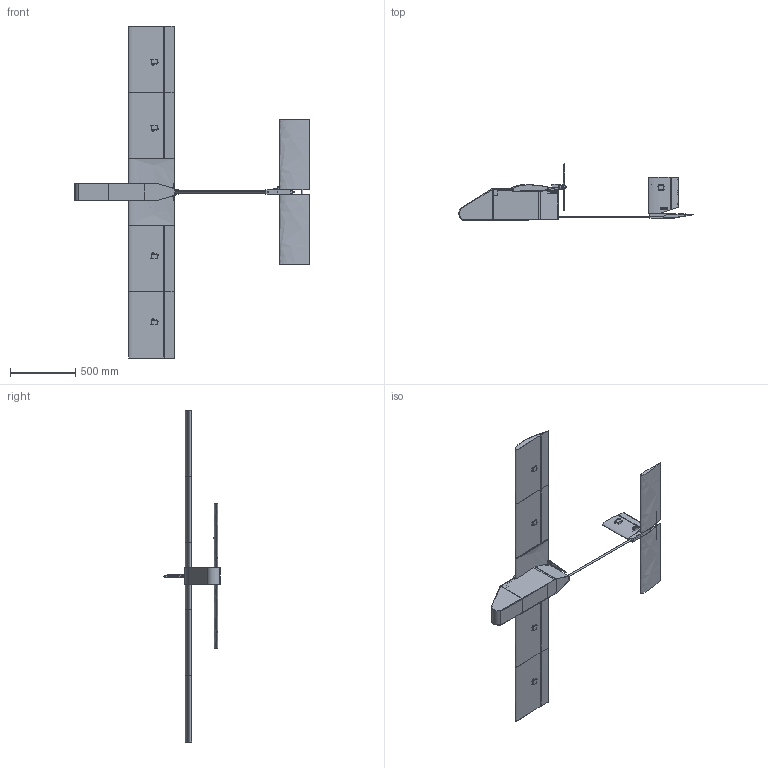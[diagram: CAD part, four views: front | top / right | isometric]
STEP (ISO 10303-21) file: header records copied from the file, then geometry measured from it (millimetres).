
FILE_DESCRIPTION (( 'STEP AP214' ), '1' );
FILE_NAME ('AssemblyNoFiberglass.STEP', '2022-10-25T18:44:12', ( '' ), ( '' ), 'SwSTEP 2.0', 'SolidWorks 2021', '' );
FILE_SCHEMA (( 'AUTOMOTIVE_DESIGN' ));
Length unit declared in the file: inch
Products named in the file (32): FuselageBottomPlate; VerticalTail; AngleAluminum; WoodDowel; MG995Servo; Motor; Propellar; Pixhawk_V1; WingOuterShell; Half_Inch_Spar_CYLINDER_NEW; WingConnector; FRONT_WING_MOUNT_NEW; WingOuterPartLeft; Batt_V1; WingInnerPart; HorizontalTail; NoseCone; Motor_Mount_NEW; BetterWing; AssemblyNoFiberglass; WingCenterShell; FuselageFrontRibANGLE_NEW; FuselageMiddleRibANGLE_NEW; FuselageDowel; FuselageWithWingShape; Big_Payload; TailAdapter; WingOuterPart; ESC; REAR HARDPOINT; MG995ServoBig; FuselageBackRibANGLE_NEW
Assembly tree (51 placements, depth 2):
  AssemblyNoFiberglass
    HorizontalTail
    FuselageWithWingShape
    BetterWing
    VerticalTail
    Propellar
    Motor
    Batt_V1
    Big_Payload
    Pixhawk_V1
    MG995Servo  x5
    WingInnerPart  x2
    WingOuterPart
    WingConnector  x2
    WoodDowel  x7
    WingCenterShell
    WingOuterShell  x4
    AngleAluminum
    FRONT_WING_MOUNT_NEW
    Motor_Mount_NEW
    REAR HARDPOINT
    FuselageBackRibANGLE_NEW
    FuselageFrontRibANGLE_NEW
    TailAdapter
    Half_Inch_Spar_CYLINDER_NEW  x5
    WingOuterPartLeft
    ESC
    MG995ServoBig
    FuselageMiddleRibANGLE_NEW
    NoseCone
    FuselageDowel  x2
    FuselageBottomPlate
Bounding box: 1804.69 x 430.68 x 2552.7 mm (x, y, z)
Volume: 37755015.5 mm3; surface area: 8425380.5 mm2
Topology: 60 solids, 60 shells, 1854 faces, 4646 edges, 3001 vertices
Faces by surface type: plane 1176, cylinder 524, torus 64, bspline 58, cone 32
Entity records: 38982 total; most frequent: CARTESIAN_POINT 12765, DIRECTION 4790, ORIENTED_EDGE 4736, EDGE_CURVE 2368, AXIS2_PLACEMENT_3D 1650, VERTEX_POINT 1537, LINE 1490, VECTOR 1490
